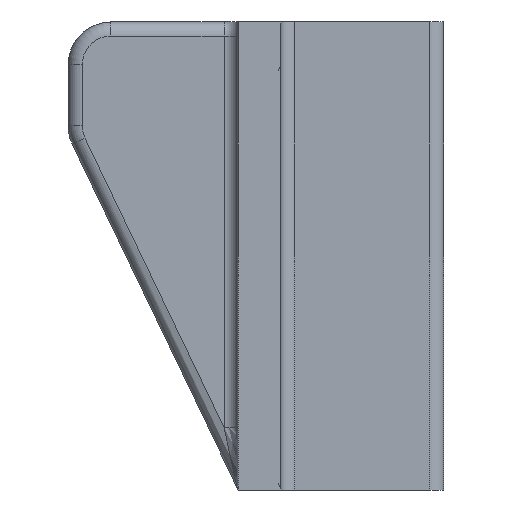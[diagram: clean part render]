
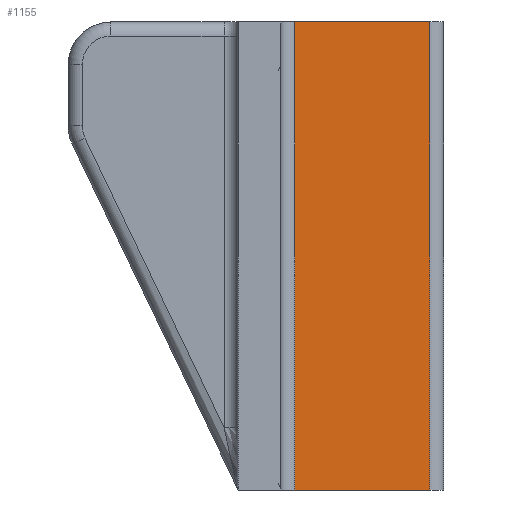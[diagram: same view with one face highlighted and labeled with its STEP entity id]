
A CAD part, left-side view. The second image highlights one B-rep face of the part: STEP entity #1155.
In plain terms, the highlighted planar face has unit normal (-1, 0, 0).
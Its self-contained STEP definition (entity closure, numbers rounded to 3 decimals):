
#93=LINE('',#1777,#206);
#138=LINE('',#1884,#251);
#139=LINE('',#1887,#252);
#140=LINE('',#1888,#253);
#206=VECTOR('',#1396,1000.);
#251=VECTOR('',#1487,1000.);
#252=VECTOR('',#1488,1000.);
#253=VECTOR('',#1489,1000.);
#409=ORIENTED_EDGE('',*,*,#726,.F.);
#410=ORIENTED_EDGE('',*,*,#727,.T.);
#411=ORIENTED_EDGE('',*,*,#672,.T.);
#412=ORIENTED_EDGE('',*,*,#728,.T.);
#672=EDGE_CURVE('',#839,#838,#93,.T.);
#726=EDGE_CURVE('',#878,#879,#138,.T.);
#727=EDGE_CURVE('',#878,#839,#139,.F.);
#728=EDGE_CURVE('',#838,#879,#140,.T.);
#838=VERTEX_POINT('',#1776);
#839=VERTEX_POINT('',#1778);
#878=VERTEX_POINT('',#1885);
#879=VERTEX_POINT('',#1886);
#979=EDGE_LOOP('',(#409,#410,#411,#412));
#1051=FACE_BOUND('',#979,.T.);
#1119=PLANE('',#1252);
#1155=ADVANCED_FACE('',(#1051),#1119,.T.);
#1252=AXIS2_PLACEMENT_3D('',#1883,#1485,#1486);
#1396=DIRECTION('',(0.,1.,0.));
#1485=DIRECTION('',(-1.,0.,0.));
#1486=DIRECTION('',(0.,0.,1.));
#1487=DIRECTION('',(0.,1.,0.));
#1488=DIRECTION('',(0.,0.,-1.));
#1489=DIRECTION('',(0.,0.,-1.));
#1776=CARTESIAN_POINT('',(80.,-4.,33.));
#1777=CARTESIAN_POINT('',(80.,-14.5,33.));
#1778=CARTESIAN_POINT('',(80.,-13.5,33.));
#1883=CARTESIAN_POINT('',(80.,-14.5,33.));
#1884=CARTESIAN_POINT('',(80.,-14.5,0.));
#1885=CARTESIAN_POINT('',(80.,-13.5,0.));
#1886=CARTESIAN_POINT('',(80.,-4.,0.));
#1887=CARTESIAN_POINT('',(80.,-13.5,33.));
#1888=CARTESIAN_POINT('',(80.,-4.,0.));
